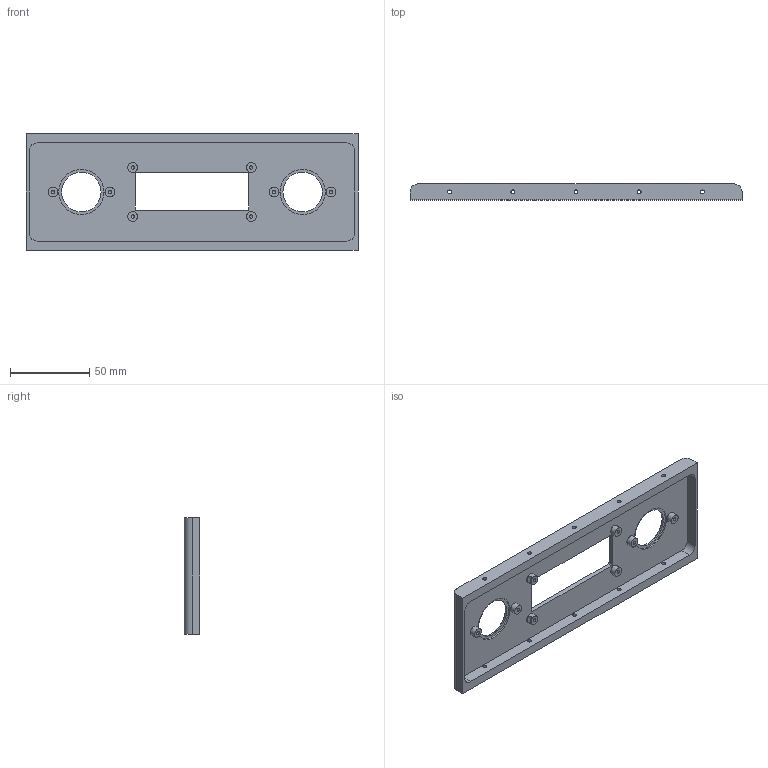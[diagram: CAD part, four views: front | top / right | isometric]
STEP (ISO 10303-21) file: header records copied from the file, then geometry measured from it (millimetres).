
FILE_DESCRIPTION(/* description */ ('STEP AP242','CAx-IF Rec.Pracs.---Representation and Presentation of Product Manufacturing Information (PMI)---4.0---2014-10-13','CAx-IF Rec.Pracs.---3D Tessellated Geometry---0.4---2014-09-14','2;1'),/* implementation_level */ '2;1');
FILE_NAME(/* name */ '642cf615a906aa37fc98f14e',/* time_stamp */ '2023-04-05T04:16:21+00:00',/* author */ (''),/* organization */ (''),/* preprocessor_version */ 'ST-DEVELOPER v18.102',/* originating_system */ ' ',/* authorisation */ ' ');
FILE_SCHEMA (('AP242_MANAGED_MODEL_BASED_3D_ENGINEERING_MIM_LF { 1 0 10303 442 1 1 4 }'));
Length unit declared in the file: metre
Products named in the file (1): Audio Console Bracket
Bounding box: 210 x 10 x 74 mm (x, y, z)
Volume: 57224.4 mm3; surface area: 36852.8 mm2
Topology: 1 solids, 1 shells, 79 faces, 203 edges, 141 vertices
Faces by surface type: cylinder 44, plane 25, cone 10
Full cylindrical faces by diameter (mm): 2.15 x8, 2.5 x10, 6.15 x8, 25 x2, 28.6 x2
Entity records: 2146 total; most frequent: CARTESIAN_POINT 402, DIRECTION 370, ORIENTED_EDGE 264, FACE_BOUND 168, AXIS2_PLACEMENT_3D 162, EDGE_LOOP 160, EDGE_CURVE 132, VERTEX_POINT 118
